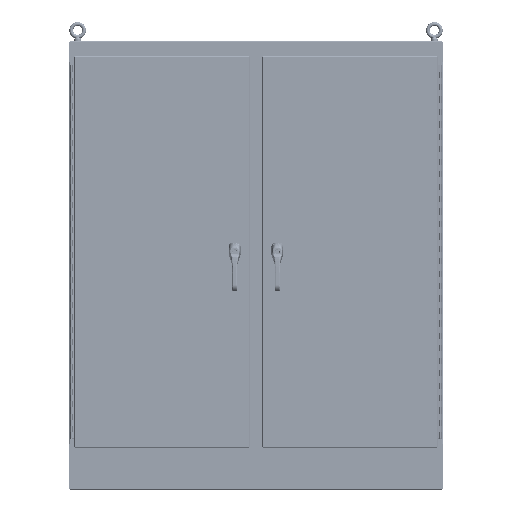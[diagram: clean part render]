
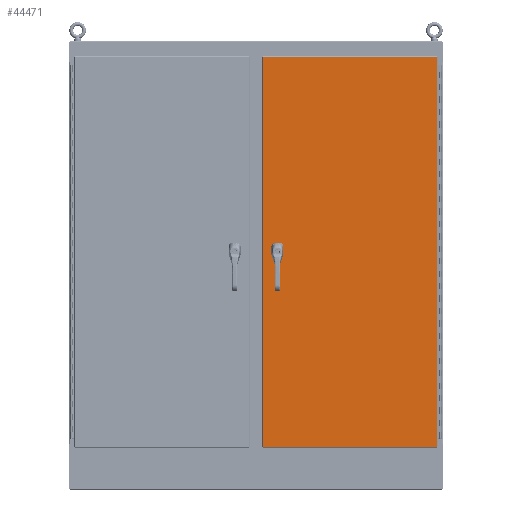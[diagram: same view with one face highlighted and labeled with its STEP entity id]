
A CAD part, top view. The second image highlights one B-rep face of the part: STEP entity #44471.
In plain terms, the highlighted planar face has unit normal (0, 0, 1).
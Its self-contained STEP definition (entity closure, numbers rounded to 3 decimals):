
#1726=FACE_BOUND('',#8946,.T.);
#1727=FACE_BOUND('',#8947,.T.);
#1728=FACE_BOUND('',#8948,.T.);
#1729=FACE_BOUND('',#8949,.T.);
#1730=FACE_BOUND('',#8950,.T.);
#2538=CIRCLE('',#47772,0.453);
#2540=CIRCLE('',#47776,0.453);
#2542=CIRCLE('',#47780,0.453);
#2544=CIRCLE('',#47784,0.453);
#2546=CIRCLE('',#47787,0.141);
#2548=CIRCLE('',#47790,0.141);
#2550=CIRCLE('',#47793,0.141);
#8946=EDGE_LOOP('',(#33416,#33417,#33418,#33419,#33420,#33421,#33422,#33423));
#8947=EDGE_LOOP('',(#33424));
#8948=EDGE_LOOP('',(#33425));
#8949=EDGE_LOOP('',(#33426));
#8950=EDGE_LOOP('',(#33427,#33428,#33429,#33430));
#12841=LINE('',#69420,#16473);
#12845=LINE('',#69432,#16477);
#12849=LINE('',#69444,#16481);
#12853=LINE('',#69456,#16485);
#12856=LINE('',#69489,#16488);
#12872=LINE('',#69591,#16504);
#12887=LINE('',#69691,#16519);
#12897=LINE('',#69779,#16529);
#16473=VECTOR('',#55768,0.427);
#16477=VECTOR('',#55780,0.427);
#16481=VECTOR('',#55792,0.427);
#16485=VECTOR('',#55804,0.427);
#16488=VECTOR('',#55833,62.719);
#16504=VECTOR('',#55863,27.906);
#16519=VECTOR('',#55892,62.719);
#16529=VECTOR('',#55914,27.906);
#19790=VERTEX_POINT('',#69417);
#19791=VERTEX_POINT('',#69419);
#19793=VERTEX_POINT('',#69425);
#19795=VERTEX_POINT('',#69431);
#19797=VERTEX_POINT('',#69437);
#19799=VERTEX_POINT('',#69443);
#19801=VERTEX_POINT('',#69449);
#19803=VERTEX_POINT('',#69455);
#19805=VERTEX_POINT('',#69464);
#19807=VERTEX_POINT('',#69469);
#19809=VERTEX_POINT('',#69474);
#19812=VERTEX_POINT('',#69480);
#19813=VERTEX_POINT('',#69488);
#19824=VERTEX_POINT('',#69583);
#19834=VERTEX_POINT('',#69683);
#24580=EDGE_CURVE('',#19791,#19790,#12841,.T.);
#24583=EDGE_CURVE('',#19793,#19791,#2538,.T.);
#24586=EDGE_CURVE('',#19795,#19793,#12845,.T.);
#24589=EDGE_CURVE('',#19797,#19795,#2540,.T.);
#24592=EDGE_CURVE('',#19799,#19797,#12849,.T.);
#24595=EDGE_CURVE('',#19801,#19799,#2542,.T.);
#24598=EDGE_CURVE('',#19803,#19801,#12853,.T.);
#24601=EDGE_CURVE('',#19790,#19803,#2544,.T.);
#24603=EDGE_CURVE('',#19805,#19805,#2546,.T.);
#24605=EDGE_CURVE('',#19807,#19807,#2548,.T.);
#24607=EDGE_CURVE('',#19809,#19809,#2550,.T.);
#24610=EDGE_CURVE('',#19813,#19812,#12856,.T.);
#24630=EDGE_CURVE('',#19812,#19824,#12872,.T.);
#24649=EDGE_CURVE('',#19824,#19834,#12887,.T.);
#24663=EDGE_CURVE('',#19834,#19813,#12897,.T.);
#33416=ORIENTED_EDGE('',*,*,#24580,.T.);
#33417=ORIENTED_EDGE('',*,*,#24601,.T.);
#33418=ORIENTED_EDGE('',*,*,#24598,.T.);
#33419=ORIENTED_EDGE('',*,*,#24595,.T.);
#33420=ORIENTED_EDGE('',*,*,#24592,.T.);
#33421=ORIENTED_EDGE('',*,*,#24589,.T.);
#33422=ORIENTED_EDGE('',*,*,#24586,.T.);
#33423=ORIENTED_EDGE('',*,*,#24583,.T.);
#33424=ORIENTED_EDGE('',*,*,#24603,.T.);
#33425=ORIENTED_EDGE('',*,*,#24605,.T.);
#33426=ORIENTED_EDGE('',*,*,#24607,.T.);
#33427=ORIENTED_EDGE('',*,*,#24610,.T.);
#33428=ORIENTED_EDGE('',*,*,#24630,.T.);
#33429=ORIENTED_EDGE('',*,*,#24649,.T.);
#33430=ORIENTED_EDGE('',*,*,#24663,.T.);
#42278=PLANE('',#47821);
#44471=ADVANCED_FACE('',(#1726,#1727,#1728,#1729,#1730),#42278,.T.);
#47772=AXIS2_PLACEMENT_3D('',#69426,#55774,#55775);
#47776=AXIS2_PLACEMENT_3D('',#69438,#55786,#55787);
#47780=AXIS2_PLACEMENT_3D('',#69450,#55798,#55799);
#47784=AXIS2_PLACEMENT_3D('',#69460,#55810,#55811);
#47787=AXIS2_PLACEMENT_3D('',#69465,#55816,#55817);
#47790=AXIS2_PLACEMENT_3D('',#69470,#55822,#55823);
#47793=AXIS2_PLACEMENT_3D('',#69475,#55828,#55829);
#47821=AXIS2_PLACEMENT_3D('',#69865,#55939,#55940);
#55768=DIRECTION('',(0.,1.,0.));
#55774=DIRECTION('center_axis',(0.,0.,-1.));
#55775=DIRECTION('ref_axis',(-0.882,-0.471,0.));
#55780=DIRECTION('',(-1.,0.,0.));
#55786=DIRECTION('center_axis',(0.,0.,-1.));
#55787=DIRECTION('ref_axis',(0.471,-0.882,0.));
#55792=DIRECTION('',(0.,-1.,0.));
#55798=DIRECTION('center_axis',(0.,0.,-1.));
#55799=DIRECTION('ref_axis',(0.882,0.471,0.));
#55804=DIRECTION('',(1.,0.,0.));
#55810=DIRECTION('center_axis',(0.,0.,-1.));
#55811=DIRECTION('ref_axis',(-0.471,0.882,0.));
#55816=DIRECTION('center_axis',(0.,0.,-1.));
#55817=DIRECTION('ref_axis',(-1.,0.,0.));
#55822=DIRECTION('center_axis',(0.,0.,-1.));
#55823=DIRECTION('ref_axis',(-1.,0.,0.));
#55828=DIRECTION('center_axis',(0.,0.,-1.));
#55829=DIRECTION('ref_axis',(-1.,0.,0.));
#55833=DIRECTION('',(0.,-1.,0.));
#55863=DIRECTION('',(1.,0.,0.));
#55892=DIRECTION('',(0.,1.,0.));
#55914=DIRECTION('',(-1.,0.,0.));
#55939=DIRECTION('center_axis',(0.,0.,1.));
#55940=DIRECTION('ref_axis',(1.,0.,0.));
#69417=CARTESIAN_POINT('',(2.007,31.714,0.125));
#69419=CARTESIAN_POINT('',(2.007,31.286,0.125));
#69420=CARTESIAN_POINT('',(2.007,31.607,0.125));
#69425=CARTESIAN_POINT('',(2.193,31.1,0.125));
#69426=CARTESIAN_POINT('Origin',(2.406,31.5,0.125));
#69431=CARTESIAN_POINT('',(2.62,31.101,0.125));
#69432=CARTESIAN_POINT('',(8.143,31.101,0.125));
#69437=CARTESIAN_POINT('',(2.806,31.286,0.125));
#69438=CARTESIAN_POINT('Origin',(2.406,31.5,0.125));
#69443=CARTESIAN_POINT('',(2.806,31.714,0.125));
#69444=CARTESIAN_POINT('',(2.806,31.393,0.125));
#69449=CARTESIAN_POINT('',(2.62,31.9,0.125));
#69450=CARTESIAN_POINT('Origin',(2.406,31.5,0.125));
#69455=CARTESIAN_POINT('',(2.193,31.899,0.125));
#69456=CARTESIAN_POINT('',(8.357,31.9,0.125));
#69460=CARTESIAN_POINT('Origin',(2.406,31.5,0.125));
#69464=CARTESIAN_POINT('',(2.547,32.385,0.125));
#69465=CARTESIAN_POINT('Origin',(2.406,32.385,0.125));
#69469=CARTESIAN_POINT('',(2.547,30.614,0.125));
#69470=CARTESIAN_POINT('Origin',(2.406,30.614,0.125));
#69474=CARTESIAN_POINT('',(2.547,30.122,0.125));
#69475=CARTESIAN_POINT('Origin',(2.406,30.122,0.125));
#69480=CARTESIAN_POINT('',(0.141,0.141,0.125));
#69488=CARTESIAN_POINT('',(0.141,62.859,0.125));
#69489=CARTESIAN_POINT('',(0.141,47.18,0.125));
#69583=CARTESIAN_POINT('',(28.047,0.141,0.125));
#69591=CARTESIAN_POINT('',(7.117,0.141,0.125));
#69683=CARTESIAN_POINT('',(28.047,62.859,0.125));
#69691=CARTESIAN_POINT('',(28.047,15.82,0.125));
#69779=CARTESIAN_POINT('',(21.07,62.859,0.125));
#69865=CARTESIAN_POINT('Origin',(14.094,31.5,0.125));
